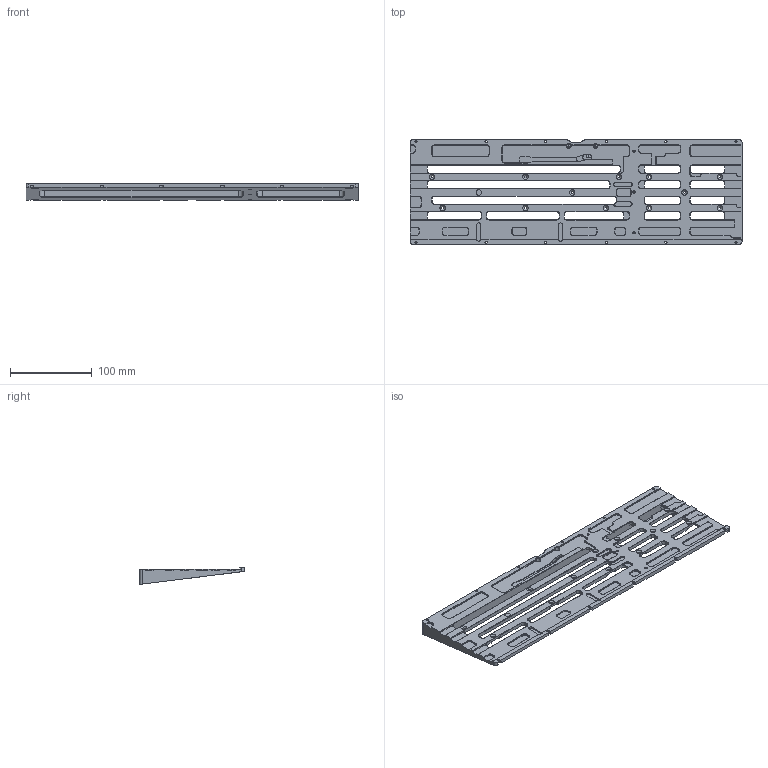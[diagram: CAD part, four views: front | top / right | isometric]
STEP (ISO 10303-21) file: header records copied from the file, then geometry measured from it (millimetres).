
FILE_DESCRIPTION(/* description */ ('STEP AP242','CAx-IF Rec.Pracs.---Representation and Presentation of Product Manufacturing Information (PMI)---4.0---2014-10-13','CAx-IF Rec.Pracs.---3D Tessellated Geometry---0.4---2014-09-14','2;1'),/* implementation_level */ '2;1');
FILE_NAME(/* name */ '684121aa09687d4e84048b86',/* time_stamp */ '2025-06-05T04:48:43Z',/* author */ (''),/* organization */ (''),/* preprocessor_version */ 'ST-DEVELOPER v20',/* originating_system */ 'ONSHAPE BY PTC INC, 1.198',/* authorisation */ ' ');
FILE_SCHEMA (('AP242_MANAGED_MODEL_BASED_3D_ENGINEERING_MIM_LF { 1 0 10303 442 1 1 4 }'));
Length unit declared in the file: metre
Products named in the file (1): Bottom Case
Bounding box: 406.24 x 127.7 x 20.3 mm (x, y, z)
Volume: 334925.5 mm3; surface area: 116112.3 mm2
Topology: 1 solids, 1 shells, 786 faces, 2117 edges, 1328 vertices
Faces by surface type: plane 395, cylinder 243, cone 130, bspline 18
Full cylindrical faces by diameter (mm): 2.5 x2, 2.7 x15, 3.2 x13, 4.6 x3, 5.6 x2, 8.1 x4
Entity records: 24485 total; most frequent: CARTESIAN_POINT 4613, DIRECTION 4153, ORIENTED_EDGE 4096, EDGE_CURVE 2048, AXIS2_PLACEMENT_3D 1393, LINE 1367, VECTOR 1367, VERTEX_POINT 1315
